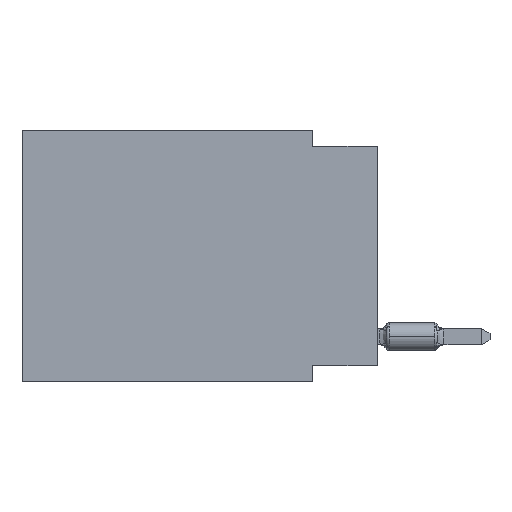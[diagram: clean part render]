
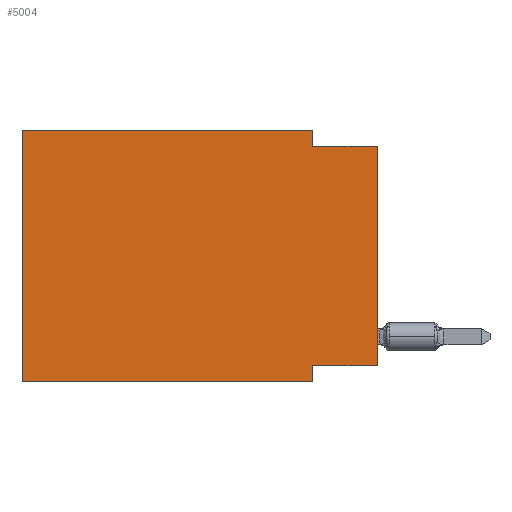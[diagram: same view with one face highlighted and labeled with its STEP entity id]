
A CAD part, left-side view. The second image highlights one B-rep face of the part: STEP entity #5004.
In plain terms, the highlighted planar face has unit normal (-1, 0, 0).
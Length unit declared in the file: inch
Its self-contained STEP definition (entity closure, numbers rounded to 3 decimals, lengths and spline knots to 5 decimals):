
#163 = VECTOR ( 'NONE', #196, 39.37008 ) ;
#196 = DIRECTION ( 'NONE',  ( 0., -1., 0. ) ) ;
#631 = VECTOR ( 'NONE', #1880, 39.37008 ) ;
#668 = ORIENTED_EDGE ( 'NONE', *, *, #10043, .F. ) ;
#1075 = CARTESIAN_POINT ( 'NONE',  ( 0., 0.55, 0. ) ) ;
#1397 = CARTESIAN_POINT ( 'NONE',  ( 0., 0.55, 0. ) ) ;
#1583 = CARTESIAN_POINT ( 'NONE',  ( 0., 0., 0. ) ) ;
#1679 = CARTESIAN_POINT ( 'NONE',  ( 0., 0., -0.025 ) ) ;
#1801 = LINE ( 'NONE', #1583, #6837 ) ;
#1880 = DIRECTION ( 'NONE',  ( 0., 1., 0. ) ) ;
#1987 = DIRECTION ( 'NONE',  ( 0., 0., 1. ) ) ;
#2056 = CARTESIAN_POINT ( 'NONE',  ( 0., 0.55, 0. ) ) ;
#2173 = LINE ( 'NONE', #11714, #5268 ) ;
#2245 = EDGE_CURVE ( 'NONE', #4841, #14161, #4441, .T. ) ;
#2285 = EDGE_CURVE ( 'NONE', #3416, #4213, #8876, .T. ) ;
#2549 = PLANE ( 'NONE',  #3162 ) ;
#3162 = AXIS2_PLACEMENT_3D ( 'NONE', #1397, #5900, #7059 ) ;
#3355 = DIRECTION ( 'NONE',  ( 0., 0., -1. ) ) ;
#3416 = VERTEX_POINT ( 'NONE', #8150 ) ;
#3633 = LINE ( 'NONE', #13602, #6189 ) ;
#4213 = VERTEX_POINT ( 'NONE', #10387 ) ;
#4441 = LINE ( 'NONE', #11100, #9089 ) ;
#4470 = VERTEX_POINT ( 'NONE', #7728 ) ;
#4643 = CARTESIAN_POINT ( 'NONE',  ( 0., 0., -0.365 ) ) ;
#4709 = EDGE_CURVE ( 'NONE', #10360, #3416, #12811, .T. ) ;
#4841 = VERTEX_POINT ( 'NONE', #10879 ) ;
#5004 = ADVANCED_FACE ( 'NONE', ( #12283 ), #2549, .F. ) ;
#5233 = VECTOR ( 'NONE', #1987, 39.37008 ) ;
#5268 = VECTOR ( 'NONE', #5465, 39.37008 ) ;
#5465 = DIRECTION ( 'NONE',  ( 0., -1., 0. ) ) ;
#5900 = DIRECTION ( 'NONE',  ( 1., 0., 0. ) ) ;
#6102 = CARTESIAN_POINT ( 'NONE',  ( 0., 0.1, 0. ) ) ;
#6189 = VECTOR ( 'NONE', #6941, 39.37008 ) ;
#6837 = VECTOR ( 'NONE', #11404, 39.37008 ) ;
#6941 = DIRECTION ( 'NONE',  ( 0., -1., 0. ) ) ;
#7059 = DIRECTION ( 'NONE',  ( 0., 0., -1. ) ) ;
#7182 = LINE ( 'NONE', #6102, #8305 ) ;
#7197 = EDGE_CURVE ( 'NONE', #11055, #4841, #9477, .T. ) ;
#7728 = CARTESIAN_POINT ( 'NONE',  ( 0., 0.1, -0.025 ) ) ;
#7853 = VERTEX_POINT ( 'NONE', #1679 ) ;
#8150 = CARTESIAN_POINT ( 'NONE',  ( 0., 0.55, 0. ) ) ;
#8305 = VECTOR ( 'NONE', #12633, 39.37008 ) ;
#8876 = LINE ( 'NONE', #1075, #163 ) ;
#9056 = CARTESIAN_POINT ( 'NONE',  ( 0., 0.55, -0.39 ) ) ;
#9089 = VECTOR ( 'NONE', #3355, 39.37008 ) ;
#9126 = ORIENTED_EDGE ( 'NONE', *, *, #2245, .F. ) ;
#9451 = ORIENTED_EDGE ( 'NONE', *, *, #10794, .T. ) ;
#9477 = LINE ( 'NONE', #12628, #631 ) ;
#9712 = ORIENTED_EDGE ( 'NONE', *, *, #10468, .T. ) ;
#10043 = EDGE_CURVE ( 'NONE', #4470, #7853, #3633, .T. ) ;
#10346 = EDGE_LOOP ( 'NONE', ( #9451, #668, #12035, #10392, #12545, #9712, #9126, #12709 ) ) ;
#10360 = VERTEX_POINT ( 'NONE', #9056 ) ;
#10387 = CARTESIAN_POINT ( 'NONE',  ( 0., 0.1, 0. ) ) ;
#10392 = ORIENTED_EDGE ( 'NONE', *, *, #2285, .F. ) ;
#10468 = EDGE_CURVE ( 'NONE', #10360, #14161, #2173, .T. ) ;
#10671 = CARTESIAN_POINT ( 'NONE',  ( 0., 0.1, -0.39 ) ) ;
#10794 = EDGE_CURVE ( 'NONE', #11055, #7853, #1801, .T. ) ;
#10879 = CARTESIAN_POINT ( 'NONE',  ( 0., 0.1, -0.365 ) ) ;
#11055 = VERTEX_POINT ( 'NONE', #4643 ) ;
#11100 = CARTESIAN_POINT ( 'NONE',  ( 0., 0.1, -0.39 ) ) ;
#11404 = DIRECTION ( 'NONE',  ( 0., 0., 1. ) ) ;
#11714 = CARTESIAN_POINT ( 'NONE',  ( 0., 0.55, -0.39 ) ) ;
#12035 = ORIENTED_EDGE ( 'NONE', *, *, #13770, .F. ) ;
#12283 = FACE_OUTER_BOUND ( 'NONE', #10346, .T. ) ;
#12545 = ORIENTED_EDGE ( 'NONE', *, *, #4709, .F. ) ;
#12628 = CARTESIAN_POINT ( 'NONE',  ( 0., 0., -0.365 ) ) ;
#12633 = DIRECTION ( 'NONE',  ( 0., 0., -1. ) ) ;
#12709 = ORIENTED_EDGE ( 'NONE', *, *, #7197, .F. ) ;
#12811 = LINE ( 'NONE', #2056, #5233 ) ;
#13602 = CARTESIAN_POINT ( 'NONE',  ( 0., 0., -0.025 ) ) ;
#13770 = EDGE_CURVE ( 'NONE', #4213, #4470, #7182, .T. ) ;
#14161 = VERTEX_POINT ( 'NONE', #10671 ) ;
